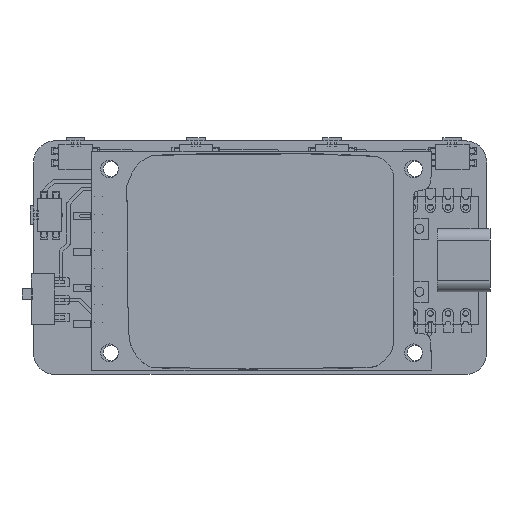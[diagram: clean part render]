
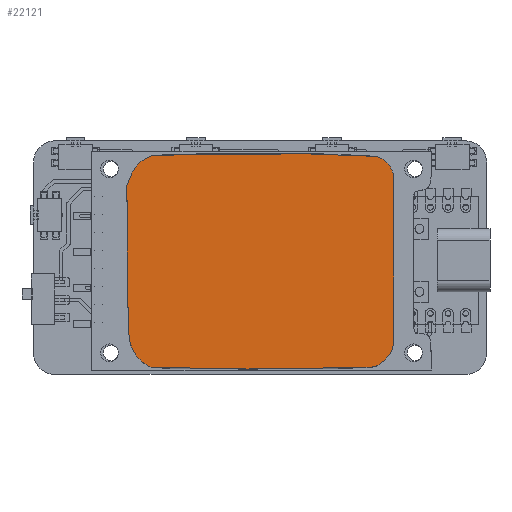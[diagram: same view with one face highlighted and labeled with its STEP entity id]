
A CAD part, top view. The second image highlights one B-rep face of the part: STEP entity #22121.
In plain terms, the highlighted planar face has unit normal (0, 0, 1).
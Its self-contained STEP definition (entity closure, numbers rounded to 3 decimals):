
#22062 = VERTEX_POINT('',#22063);
#22063 = CARTESIAN_POINT('',(-19.055,10.641,3.33));
#22069 = EDGE_CURVE('',#22062,#22062,#22070,.T.);
#22070 = B_SPLINE_CURVE_WITH_KNOTS('',3,(#22071,#22072,#22073,#22074,
    #22075,#22076,#22077,#22078,#22079,#22080,#22081,#22082,#22083,
    #22084,#22085,#22086,#22087,#22088,#22089,#22090,#22091,#22092),
  .UNSPECIFIED.,.T.,.F.,(1,3,1,1,1,1,1,1,1,1,1,1,1,1,1,1,1,1,1,1,3,1),(
    -0.053,0.,0.053,0.105,
    0.158,0.211,0.263,0.316,
    0.368,0.421,0.474,0.526,
    0.579,0.632,0.684,0.737,
    0.789,0.842,0.895,0.947,1.,
    1.053),.UNSPECIFIED.);
#22071 = CARTESIAN_POINT('',(-19.055,10.641,3.33));
#22072 = CARTESIAN_POINT('',(-18.411,12.6,3.33));
#22073 = CARTESIAN_POINT('',(-17.251,14.017,3.33));
#22074 = CARTESIAN_POINT('',(-15.833,14.842,3.33));
#22075 = CARTESIAN_POINT('',(-14.261,15.177,3.33));
#22076 = CARTESIAN_POINT('',(15.121,15.177,3.33));
#22077 = CARTESIAN_POINT('',(16.77,14.661,3.33));
#22078 = CARTESIAN_POINT('',(18.007,13.734,3.33));
#22079 = CARTESIAN_POINT('',(18.703,12.342,3.33));
#22080 = CARTESIAN_POINT('',(18.679,11.342,3.33));
#22081 = CARTESIAN_POINT('',(18.679,-10.932,3.33));
#22082 = CARTESIAN_POINT('',(18.702,-11.932,3.33));
#22083 = CARTESIAN_POINT('',(18.188,-13.148,3.33));
#22084 = CARTESIAN_POINT('',(17.492,-14.05,3.33));
#22085 = CARTESIAN_POINT('',(16.255,-14.927,3.33));
#22086 = CARTESIAN_POINT('',(14.915,-15.313,3.33));
#22087 = CARTESIAN_POINT('',(-14.776,-15.313,3.33));
#22088 = CARTESIAN_POINT('',(-15.753,-15.099,3.33));
#22089 = CARTESIAN_POINT('',(-17.405,-14.05,3.33));
#22090 = CARTESIAN_POINT('',(-18.9,-11.679,3.33));
#22091 = CARTESIAN_POINT('',(-18.9,-8.664,3.33));
#22092 = CARTESIAN_POINT('',(-19.055,10.641,3.33));
#22121 = ADVANCED_FACE('',(#22122),#22125,.T.);
#22122 = FACE_BOUND('',#22123,.F.);
#22123 = EDGE_LOOP('',(#22124));
#22124 = ORIENTED_EDGE('',*,*,#22069,.T.);
#22125 = PLANE('',#22126);
#22126 = AXIS2_PLACEMENT_3D('',#22127,#22128,#22129);
#22127 = CARTESIAN_POINT('',(0.012,-0.046,3.33
    ));
#22128 = DIRECTION('',(0.,0.,1.));
#22129 = DIRECTION('',(1.,0.,-0.));
